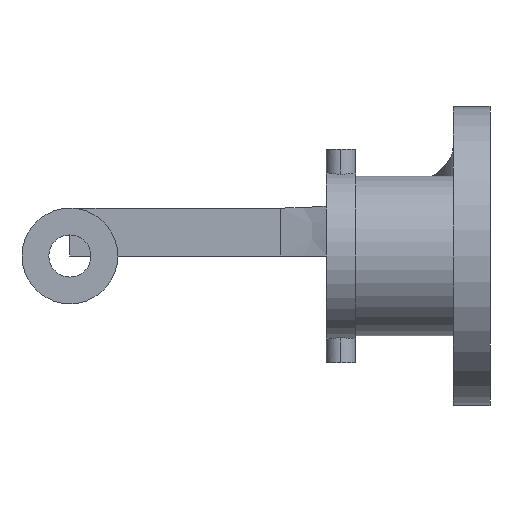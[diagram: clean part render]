
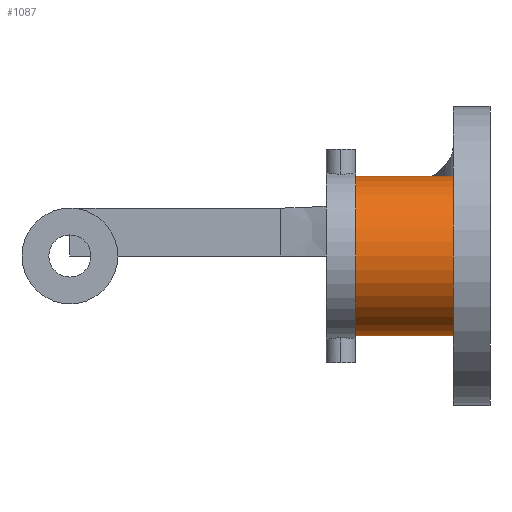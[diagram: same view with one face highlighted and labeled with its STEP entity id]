
A CAD part, left-side view. The second image highlights one B-rep face of the part: STEP entity #1087.
In plain terms, the highlighted cylindrical face has radius 95 mm (diameter 190 mm), a partial arc.
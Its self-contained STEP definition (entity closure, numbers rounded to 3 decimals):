
#30 = EDGE_CURVE ( 'NONE', #1375, #1484, #559, .T. ) ;
#52 = AXIS2_PLACEMENT_3D ( 'NONE', #876, #176, #1310 ) ;
#75 = CARTESIAN_POINT ( 'NONE',  ( 0., -35., 95. ) ) ;
#176 = DIRECTION ( 'NONE',  ( 0., 1., 0. ) ) ;
#302 = DIRECTION ( 'NONE',  ( 0., -1., 0. ) ) ;
#372 = EDGE_CURVE ( 'NONE', #466, #1015, #1634, .T. ) ;
#411 = AXIS2_PLACEMENT_3D ( 'NONE', #2052, #302, #606 ) ;
#466 = VERTEX_POINT ( 'NONE', #867 ) ;
#559 = LINE ( 'NONE', #878, #909 ) ;
#606 = DIRECTION ( 'NONE',  ( 0., 0., -1. ) ) ;
#615 = CIRCLE ( 'NONE', #411, 95. ) ;
#656 = ORIENTED_EDGE ( 'NONE', *, *, #372, .T. ) ;
#685 = CYLINDRICAL_SURFACE ( 'NONE', #52, 95. ) ;
#690 = CARTESIAN_POINT ( 'NONE',  ( 0., -35., -95. ) ) ;
#867 = CARTESIAN_POINT ( 'NONE',  ( 0., -151., 95. ) ) ;
#876 = CARTESIAN_POINT ( 'NONE',  ( 0., -195., 0. ) ) ;
#878 = CARTESIAN_POINT ( 'NONE',  ( 0., -195., -95. ) ) ;
#909 = VECTOR ( 'NONE', #1516, 1000. ) ;
#1015 = VERTEX_POINT ( 'NONE', #75 ) ;
#1079 = AXIS2_PLACEMENT_3D ( 'NONE', #1539, #1866, #1509 ) ;
#1087 = ADVANCED_FACE ( 'NONE', ( #1164 ), #685, .T. ) ;
#1128 = CARTESIAN_POINT ( 'NONE',  ( 0., -151., -95. ) ) ;
#1164 = FACE_OUTER_BOUND ( 'NONE', #1173, .T. ) ;
#1166 = DIRECTION ( 'NONE',  ( 0., 1., 0. ) ) ;
#1173 = EDGE_LOOP ( 'NONE', ( #1454, #1917, #656, #2033 ) ) ;
#1243 = VECTOR ( 'NONE', #1166, 1000. ) ;
#1279 = CARTESIAN_POINT ( 'NONE',  ( 0., -195., 95. ) ) ;
#1310 = DIRECTION ( 'NONE',  ( 0., 0., 1. ) ) ;
#1375 = VERTEX_POINT ( 'NONE', #1128 ) ;
#1454 = ORIENTED_EDGE ( 'NONE', *, *, #30, .F. ) ;
#1484 = VERTEX_POINT ( 'NONE', #690 ) ;
#1509 = DIRECTION ( 'NONE',  ( 0., 0., -1. ) ) ;
#1516 = DIRECTION ( 'NONE',  ( 0., 1., 0. ) ) ;
#1539 = CARTESIAN_POINT ( 'NONE',  ( 0., -35., 0. ) ) ;
#1562 = EDGE_CURVE ( 'NONE', #1015, #1484, #1699, .T. ) ;
#1634 = LINE ( 'NONE', #1279, #1243 ) ;
#1699 = CIRCLE ( 'NONE', #1079, 95. ) ;
#1866 = DIRECTION ( 'NONE',  ( 0., -1., 0. ) ) ;
#1917 = ORIENTED_EDGE ( 'NONE', *, *, #2036, .F. ) ;
#2033 = ORIENTED_EDGE ( 'NONE', *, *, #1562, .T. ) ;
#2036 = EDGE_CURVE ( 'NONE', #466, #1375, #615, .T. ) ;
#2052 = CARTESIAN_POINT ( 'NONE',  ( 0., -151., 0. ) ) ;
